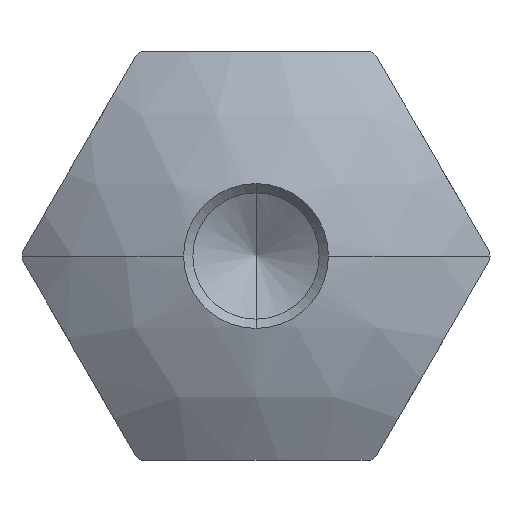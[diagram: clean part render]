
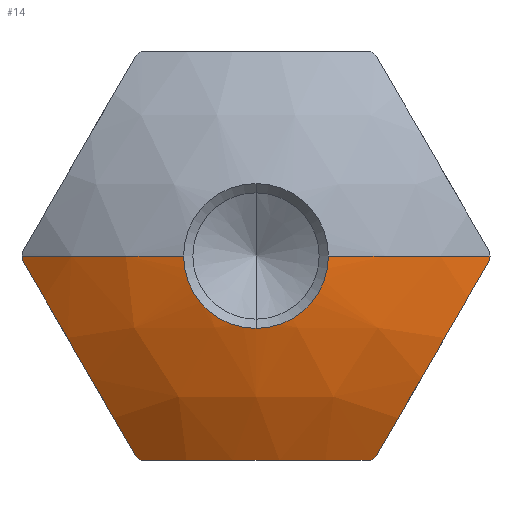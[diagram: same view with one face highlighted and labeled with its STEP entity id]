
A CAD part, front view. The second image highlights one B-rep face of the part: STEP entity #14.
In plain terms, the highlighted spherical face has radius 20 mm.
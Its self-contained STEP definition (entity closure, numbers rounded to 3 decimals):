
#1 = DIRECTION ( 'NONE',  ( 0., -1., 0. ) ) ;
#6 = VERTEX_POINT ( 'NONE', #366 ) ;
#10 = AXIS2_PLACEMENT_3D ( 'NONE', #525, #1, #620 ) ;
#14 = ADVANCED_FACE ( 'NONE', ( #406 ), #177, .T. ) ;
#22 = ORIENTED_EDGE ( 'NONE', *, *, #875, .F. ) ;
#31 = CARTESIAN_POINT ( 'NONE',  ( 0., 3.616, -11. ) ) ;
#42 = VERTEX_POINT ( 'NONE', #719 ) ;
#51 = EDGE_CURVE ( 'NONE', #880, #839, #377, .T. ) ;
#60 = CARTESIAN_POINT ( 'NONE',  ( -6.454, -11.916, -10.822 ) ) ;
#70 = EDGE_CURVE ( 'NONE', #588, #943, #347, .T. ) ;
#92 = CARTESIAN_POINT ( 'NONE',  ( -12.599, -11.916, -0.178 ) ) ;
#93 = ORIENTED_EDGE ( 'NONE', *, *, #70, .F. ) ;
#102 = CARTESIAN_POINT ( 'NONE',  ( 0., 3.616, 0. ) ) ;
#118 = DIRECTION ( 'NONE',  ( -1., 0., 0. ) ) ;
#130 = CARTESIAN_POINT ( 'NONE',  ( 0., -11.916, 0. ) ) ;
#132 = ORIENTED_EDGE ( 'NONE', *, *, #51, .T. ) ;
#154 = ORIENTED_EDGE ( 'NONE', *, *, #1049, .F. ) ;
#168 = CIRCLE ( 'NONE', #340, 3.9 ) ;
#174 = DIRECTION ( 'NONE',  ( 0., -1., 0. ) ) ;
#177 = SPHERICAL_SURFACE ( 'NONE', #960, 20. ) ;
#179 = DIRECTION ( 'NONE',  ( 0., -1., 0. ) ) ;
#185 = CARTESIAN_POINT ( 'NONE',  ( 0., 3.616, 0. ) ) ;
#190 = AXIS2_PLACEMENT_3D ( 'NONE', #31, #645, #118 ) ;
#196 = CIRCLE ( 'NONE', #360, 20. ) ;
#214 = DIRECTION ( 'NONE',  ( 0., 0., -1. ) ) ;
#238 = CARTESIAN_POINT ( 'NONE',  ( -3.9, -16., 0. ) ) ;
#253 = ORIENTED_EDGE ( 'NONE', *, *, #356, .F. ) ;
#265 = CIRCLE ( 'NONE', #512, 12.6 ) ;
#268 = DIRECTION ( 'NONE',  ( -1., 0., 0. ) ) ;
#289 = DIRECTION ( 'NONE',  ( 1., 0., 0. ) ) ;
#334 = EDGE_CURVE ( 'NONE', #42, #839, #1083, .T. ) ;
#336 = AXIS2_PLACEMENT_3D ( 'NONE', #695, #174, #774 ) ;
#340 = AXIS2_PLACEMENT_3D ( 'NONE', #508, #1109, #606 ) ;
#347 = CIRCLE ( 'NONE', #10, 3.9 ) ;
#356 = EDGE_CURVE ( 'NONE', #871, #930, #196, .T. ) ;
#360 = AXIS2_PLACEMENT_3D ( 'NONE', #729, #803, #289 ) ;
#366 = CARTESIAN_POINT ( 'NONE',  ( 12.599, -11.916, -0.178 ) ) ;
#367 = CIRCLE ( 'NONE', #482, 12.6 ) ;
#370 = DIRECTION ( 'NONE',  ( 0., -1., 0. ) ) ;
#377 = CIRCLE ( 'NONE', #1016, 12.6 ) ;
#394 = ORIENTED_EDGE ( 'NONE', *, *, #599, .T. ) ;
#406 = FACE_OUTER_BOUND ( 'NONE', #982, .T. ) ;
#411 = EDGE_CURVE ( 'NONE', #6, #1035, #367, .T. ) ;
#450 = AXIS2_PLACEMENT_3D ( 'NONE', #1032, #521, #1122 ) ;
#475 = ORIENTED_EDGE ( 'NONE', *, *, #334, .F. ) ;
#482 = AXIS2_PLACEMENT_3D ( 'NONE', #130, #734, #214 ) ;
#488 = CARTESIAN_POINT ( 'NONE',  ( -9.526, 3.616, -5.5 ) ) ;
#508 = CARTESIAN_POINT ( 'NONE',  ( 0., -16., 0. ) ) ;
#512 = AXIS2_PLACEMENT_3D ( 'NONE', #697, #179, #778 ) ;
#521 = DIRECTION ( 'NONE',  ( 0.866, 0., -0.5 ) ) ;
#525 = CARTESIAN_POINT ( 'NONE',  ( 0., -16., 0. ) ) ;
#529 = CARTESIAN_POINT ( 'NONE',  ( 6.454, -11.916, -10.822 ) ) ;
#545 = VERTEX_POINT ( 'NONE', #92 ) ;
#573 = CARTESIAN_POINT ( 'NONE',  ( -6.145, -11.916, -11. ) ) ;
#578 = EDGE_CURVE ( 'NONE', #42, #682, #584, .T. ) ;
#583 = DIRECTION ( 'NONE',  ( -0.5, 0., 0.866 ) ) ;
#584 = CIRCLE ( 'NONE', #336, 12.6 ) ;
#588 = VERTEX_POINT ( 'NONE', #690 ) ;
#599 = EDGE_CURVE ( 'NONE', #871, #545, #265, .T. ) ;
#601 = CARTESIAN_POINT ( 'NONE',  ( 12.6, -11.916, 0. ) ) ;
#606 = DIRECTION ( 'NONE',  ( 0., 0., -1. ) ) ;
#620 = DIRECTION ( 'NONE',  ( 0., 0., -1. ) ) ;
#622 = EDGE_CURVE ( 'NONE', #6, #682, #701, .T. ) ;
#645 = DIRECTION ( 'NONE',  ( 0., 0., -1. ) ) ;
#651 = EDGE_CURVE ( 'NONE', #1035, #943, #654, .T. ) ;
#654 = CIRCLE ( 'NONE', #942, 20. ) ;
#664 = CARTESIAN_POINT ( 'NONE',  ( -12.6, -11.916, 0. ) ) ;
#682 = VERTEX_POINT ( 'NONE', #529 ) ;
#690 = CARTESIAN_POINT ( 'NONE',  ( 0., -16., -3.9 ) ) ;
#695 = CARTESIAN_POINT ( 'NONE',  ( 0., -11.916, 0. ) ) ;
#697 = CARTESIAN_POINT ( 'NONE',  ( 0., -11.916, 0. ) ) ;
#701 = CIRCLE ( 'NONE', #450, 16.703 ) ;
#719 = CARTESIAN_POINT ( 'NONE',  ( 6.145, -11.916, -11. ) ) ;
#729 = CARTESIAN_POINT ( 'NONE',  ( 0., 3.616, 0. ) ) ;
#734 = DIRECTION ( 'NONE',  ( 0., -1., 0. ) ) ;
#738 = CIRCLE ( 'NONE', #750, 16.703 ) ;
#750 = AXIS2_PLACEMENT_3D ( 'NONE', #488, #1089, #583 ) ;
#774 = DIRECTION ( 'NONE',  ( 0., 0., -1. ) ) ;
#778 = DIRECTION ( 'NONE',  ( 0., 0., -1. ) ) ;
#785 = DIRECTION ( 'NONE',  ( 0., 0., -1. ) ) ;
#790 = ORIENTED_EDGE ( 'NONE', *, *, #411, .T. ) ;
#803 = DIRECTION ( 'NONE',  ( 0., 0., 1. ) ) ;
#839 = VERTEX_POINT ( 'NONE', #573 ) ;
#871 = VERTEX_POINT ( 'NONE', #664 ) ;
#875 = EDGE_CURVE ( 'NONE', #880, #545, #738, .T. ) ;
#878 = DIRECTION ( 'NONE',  ( 0., 0., -1. ) ) ;
#880 = VERTEX_POINT ( 'NONE', #60 ) ;
#881 = CARTESIAN_POINT ( 'NONE',  ( 0., -11.916, 0. ) ) ;
#915 = ORIENTED_EDGE ( 'NONE', *, *, #622, .F. ) ;
#930 = VERTEX_POINT ( 'NONE', #238 ) ;
#942 = AXIS2_PLACEMENT_3D ( 'NONE', #185, #785, #268 ) ;
#943 = VERTEX_POINT ( 'NONE', #1096 ) ;
#960 = AXIS2_PLACEMENT_3D ( 'NONE', #102, #878, #968 ) ;
#968 = DIRECTION ( 'NONE',  ( -1., 0., 0. ) ) ;
#969 = ORIENTED_EDGE ( 'NONE', *, *, #578, .T. ) ;
#971 = DIRECTION ( 'NONE',  ( 0., 0., -1. ) ) ;
#982 = EDGE_LOOP ( 'NONE', ( #790, #1043, #93, #154, #253, #394, #22, #132, #475, #969, #915 ) ) ;
#1016 = AXIS2_PLACEMENT_3D ( 'NONE', #881, #370, #971 ) ;
#1032 = CARTESIAN_POINT ( 'NONE',  ( 9.526, 3.616, -5.5 ) ) ;
#1035 = VERTEX_POINT ( 'NONE', #601 ) ;
#1043 = ORIENTED_EDGE ( 'NONE', *, *, #651, .T. ) ;
#1049 = EDGE_CURVE ( 'NONE', #930, #588, #168, .T. ) ;
#1083 = CIRCLE ( 'NONE', #190, 16.703 ) ;
#1089 = DIRECTION ( 'NONE',  ( -0.866, 0., -0.5 ) ) ;
#1096 = CARTESIAN_POINT ( 'NONE',  ( 3.9, -16., 0. ) ) ;
#1109 = DIRECTION ( 'NONE',  ( 0., -1., 0. ) ) ;
#1122 = DIRECTION ( 'NONE',  ( -0.5, 0., -0.866 ) ) ;
